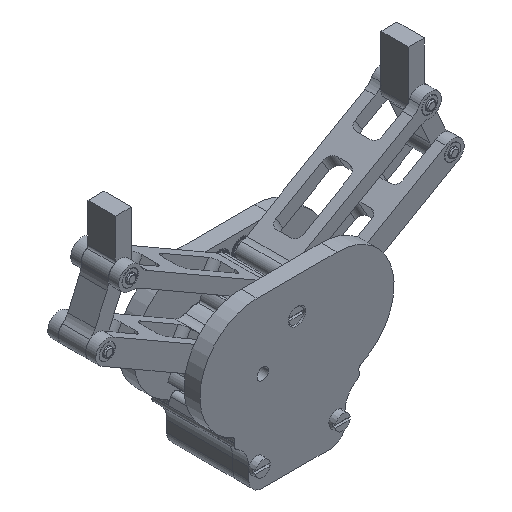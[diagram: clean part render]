
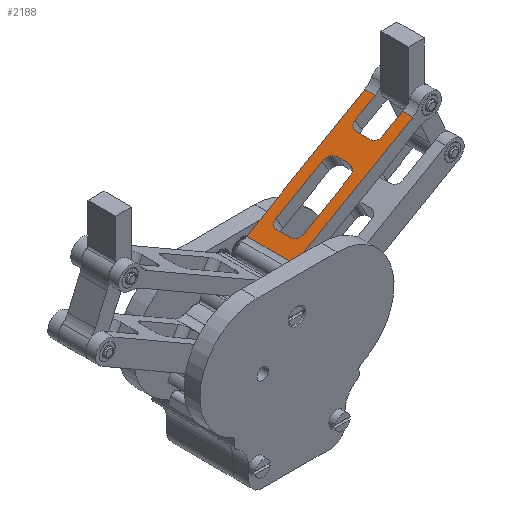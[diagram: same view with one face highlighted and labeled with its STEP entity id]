
A CAD part, isometric view. The second image highlights one B-rep face of the part: STEP entity #2188.
In plain terms, the highlighted face is planar.
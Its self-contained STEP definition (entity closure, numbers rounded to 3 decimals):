
#1920=CARTESIAN_POINT('Vertex',(-3.,21.,3.354)) ;
#1923=CARTESIAN_POINT('Line Origine',(-3.,21.,33.213)) ;
#1927=CARTESIAN_POINT('Vertex',(-3.,21.,63.072)) ;
#2036=CARTESIAN_POINT('Vertex',(-3.,0.,3.354)) ;
#2039=CARTESIAN_POINT('Line Origine',(-3.,10.5,3.354)) ;
#2051=CARTESIAN_POINT('Axis2P3D Location',(-3.,0.,63.072)) ;
#2056=CARTESIAN_POINT('Line Origine',(-3.,4.5,58.036)) ;
#2060=CARTESIAN_POINT('Vertex',(-3.,4.5,63.072)) ;
#2062=CARTESIAN_POINT('Vertex',(-3.,4.5,53.)) ;
#2065=CARTESIAN_POINT('Axis2P3D Location',(-3.,7.5,53.)) ;
#2069=CARTESIAN_POINT('Vertex',(-3.,7.5,50.)) ;
#2072=CARTESIAN_POINT('Line Origine',(-3.,10.5,50.)) ;
#2076=CARTESIAN_POINT('Vertex',(-3.,13.5,50.)) ;
#2079=CARTESIAN_POINT('Axis2P3D Location',(-3.,13.5,53.)) ;
#2083=CARTESIAN_POINT('Vertex',(-3.,16.5,53.)) ;
#2086=CARTESIAN_POINT('Line Origine',(-3.,16.5,58.036)) ;
#2090=CARTESIAN_POINT('Vertex',(-3.,16.5,63.072)) ;
#2093=CARTESIAN_POINT('Line Origine',(-3.,18.75,63.072)) ;
#2098=CARTESIAN_POINT('Line Origine',(-3.,0.,33.213)) ;
#2102=CARTESIAN_POINT('Vertex',(-3.,0.,63.072)) ;
#2105=CARTESIAN_POINT('Line Origine',(-3.,2.25,63.072)) ;
#2122=CARTESIAN_POINT('Line Origine',(-3.,16.5,24.651)) ;
#2126=CARTESIAN_POINT('Vertex',(-3.,16.5,36.301)) ;
#2128=CARTESIAN_POINT('Vertex',(-3.,16.5,13.)) ;
#2131=CARTESIAN_POINT('Axis2P3D Location',(-3.,12.801,36.301)) ;
#2135=CARTESIAN_POINT('Vertex',(-3.,12.801,40.)) ;
#2138=CARTESIAN_POINT('Line Origine',(-3.,10.478,40.)) ;
#2142=CARTESIAN_POINT('Vertex',(-3.,8.155,40.)) ;
#2145=CARTESIAN_POINT('Axis2P3D Location',(-3.,8.155,36.345)) ;
#2149=CARTESIAN_POINT('Vertex',(-3.,4.5,36.345)) ;
#2152=CARTESIAN_POINT('Line Origine',(-3.,4.5,24.673)) ;
#2156=CARTESIAN_POINT('Vertex',(-3.,4.5,13.)) ;
#2159=CARTESIAN_POINT('Axis2P3D Location',(-3.,7.5,13.)) ;
#2163=CARTESIAN_POINT('Vertex',(-3.,7.5,10.)) ;
#2166=CARTESIAN_POINT('Line Origine',(-3.,10.5,10.)) ;
#2170=CARTESIAN_POINT('Vertex',(-3.,13.5,10.)) ;
#2173=CARTESIAN_POINT('Axis2P3D Location',(-3.,13.5,13.)) ;
#1924=DIRECTION('Vector Direction',(0.,0.,-1.)) ;
#2040=DIRECTION('Vector Direction',(0.,1.,0.)) ;
#2052=DIRECTION('Axis2P3D Direction',(1.,-0.,0.)) ;
#2053=DIRECTION('Axis2P3D XDirection',(0.,0.,-1.)) ;
#2057=DIRECTION('Vector Direction',(0.,0.,-1.)) ;
#2066=DIRECTION('Axis2P3D Direction',(1.,-0.,0.)) ;
#2073=DIRECTION('Vector Direction',(0.,-1.,0.)) ;
#2080=DIRECTION('Axis2P3D Direction',(1.,-0.,0.)) ;
#2087=DIRECTION('Vector Direction',(0.,0.,-1.)) ;
#2094=DIRECTION('Vector Direction',(0.,1.,0.)) ;
#2099=DIRECTION('Vector Direction',(0.,0.,-1.)) ;
#2106=DIRECTION('Vector Direction',(0.,1.,0.)) ;
#2123=DIRECTION('Vector Direction',(0.,0.,-1.)) ;
#2132=DIRECTION('Axis2P3D Direction',(1.,-0.,0.)) ;
#2139=DIRECTION('Vector Direction',(0.,1.,0.)) ;
#2146=DIRECTION('Axis2P3D Direction',(1.,-0.,0.)) ;
#2153=DIRECTION('Vector Direction',(0.,0.,1.)) ;
#2160=DIRECTION('Axis2P3D Direction',(1.,-0.,0.)) ;
#2167=DIRECTION('Vector Direction',(0.,-1.,0.)) ;
#2174=DIRECTION('Axis2P3D Direction',(1.,-0.,0.)) ;
#2054=AXIS2_PLACEMENT_3D('Plane Axis2P3D',#2051,#2052,#2053) ;
#2067=AXIS2_PLACEMENT_3D('Circle Axis2P3D',#2065,#2066,$) ;
#2081=AXIS2_PLACEMENT_3D('Circle Axis2P3D',#2079,#2080,$) ;
#2133=AXIS2_PLACEMENT_3D('Circle Axis2P3D',#2131,#2132,$) ;
#2147=AXIS2_PLACEMENT_3D('Circle Axis2P3D',#2145,#2146,$) ;
#2161=AXIS2_PLACEMENT_3D('Circle Axis2P3D',#2159,#2160,$) ;
#2175=AXIS2_PLACEMENT_3D('Circle Axis2P3D',#2173,#2174,$) ;
#2111=ORIENTED_EDGE('',*,*,#2064,.T.) ;
#2112=ORIENTED_EDGE('',*,*,#2071,.T.) ;
#2113=ORIENTED_EDGE('',*,*,#2078,.F.) ;
#2114=ORIENTED_EDGE('',*,*,#2085,.T.) ;
#2115=ORIENTED_EDGE('',*,*,#2092,.F.) ;
#2116=ORIENTED_EDGE('',*,*,#2097,.T.) ;
#2117=ORIENTED_EDGE('',*,*,#1929,.F.) ;
#2118=ORIENTED_EDGE('',*,*,#2043,.F.) ;
#2119=ORIENTED_EDGE('',*,*,#2104,.T.) ;
#2120=ORIENTED_EDGE('',*,*,#2109,.T.) ;
#2179=ORIENTED_EDGE('',*,*,#2130,.F.) ;
#2180=ORIENTED_EDGE('',*,*,#2137,.T.) ;
#2181=ORIENTED_EDGE('',*,*,#2144,.F.) ;
#2182=ORIENTED_EDGE('',*,*,#2151,.T.) ;
#2183=ORIENTED_EDGE('',*,*,#2158,.F.) ;
#2184=ORIENTED_EDGE('',*,*,#2165,.T.) ;
#2185=ORIENTED_EDGE('',*,*,#2172,.F.) ;
#2186=ORIENTED_EDGE('',*,*,#2177,.T.) ;
#2187=FACE_BOUND('',#2178,.T.) ;
#1925=VECTOR('Line Direction',#1924,1.) ;
#2041=VECTOR('Line Direction',#2040,1.) ;
#2058=VECTOR('Line Direction',#2057,1.) ;
#2074=VECTOR('Line Direction',#2073,1.) ;
#2088=VECTOR('Line Direction',#2087,1.) ;
#2095=VECTOR('Line Direction',#2094,1.) ;
#2100=VECTOR('Line Direction',#2099,1.) ;
#2107=VECTOR('Line Direction',#2106,1.) ;
#2124=VECTOR('Line Direction',#2123,1.) ;
#2140=VECTOR('Line Direction',#2139,1.) ;
#2154=VECTOR('Line Direction',#2153,1.) ;
#2168=VECTOR('Line Direction',#2167,1.) ;
#2188=ADVANCED_FACE('PartBody',(#2121,#2187),#2055,.F.) ;
#2068=CIRCLE('generated circle',#2067,3.) ;
#2082=CIRCLE('generated circle',#2081,3.) ;
#2134=CIRCLE('generated circle',#2133,3.699) ;
#2148=CIRCLE('generated circle',#2147,3.655) ;
#2162=CIRCLE('generated circle',#2161,3.) ;
#2176=CIRCLE('generated circle',#2175,3.) ;
#1929=EDGE_CURVE('',#1921,#1928,#1926,.F.) ;
#2043=EDGE_CURVE('',#2037,#1921,#2042,.T.) ;
#2064=EDGE_CURVE('',#2061,#2063,#2059,.T.) ;
#2071=EDGE_CURVE('',#2063,#2070,#2068,.T.) ;
#2078=EDGE_CURVE('',#2077,#2070,#2075,.T.) ;
#2085=EDGE_CURVE('',#2077,#2084,#2082,.T.) ;
#2092=EDGE_CURVE('',#2091,#2084,#2089,.T.) ;
#2097=EDGE_CURVE('',#2091,#1928,#2096,.T.) ;
#2104=EDGE_CURVE('',#2037,#2103,#2101,.F.) ;
#2109=EDGE_CURVE('',#2103,#2061,#2108,.T.) ;
#2130=EDGE_CURVE('',#2127,#2129,#2125,.T.) ;
#2137=EDGE_CURVE('',#2127,#2136,#2134,.T.) ;
#2144=EDGE_CURVE('',#2143,#2136,#2141,.T.) ;
#2151=EDGE_CURVE('',#2143,#2150,#2148,.T.) ;
#2158=EDGE_CURVE('',#2157,#2150,#2155,.T.) ;
#2165=EDGE_CURVE('',#2157,#2164,#2162,.T.) ;
#2172=EDGE_CURVE('',#2171,#2164,#2169,.T.) ;
#2177=EDGE_CURVE('',#2171,#2129,#2176,.T.) ;
#2110=EDGE_LOOP('',(#2111,#2112,#2113,#2114,#2115,#2116,#2117,#2118,#2119,#2120)) ;
#2178=EDGE_LOOP('',(#2179,#2180,#2181,#2182,#2183,#2184,#2185,#2186)) ;
#2121=FACE_OUTER_BOUND('',#2110,.T.) ;
#1926=LINE('Line',#1923,#1925) ;
#2042=LINE('Line',#2039,#2041) ;
#2059=LINE('Line',#2056,#2058) ;
#2075=LINE('Line',#2072,#2074) ;
#2089=LINE('Line',#2086,#2088) ;
#2096=LINE('Line',#2093,#2095) ;
#2101=LINE('Line',#2098,#2100) ;
#2108=LINE('Line',#2105,#2107) ;
#2125=LINE('Line',#2122,#2124) ;
#2141=LINE('Line',#2138,#2140) ;
#2155=LINE('Line',#2152,#2154) ;
#2169=LINE('Line',#2166,#2168) ;
#2055=PLANE('',#2054) ;
#1921=VERTEX_POINT('',#1920) ;
#1928=VERTEX_POINT('',#1927) ;
#2037=VERTEX_POINT('',#2036) ;
#2061=VERTEX_POINT('',#2060) ;
#2063=VERTEX_POINT('',#2062) ;
#2070=VERTEX_POINT('',#2069) ;
#2077=VERTEX_POINT('',#2076) ;
#2084=VERTEX_POINT('',#2083) ;
#2091=VERTEX_POINT('',#2090) ;
#2103=VERTEX_POINT('',#2102) ;
#2127=VERTEX_POINT('',#2126) ;
#2129=VERTEX_POINT('',#2128) ;
#2136=VERTEX_POINT('',#2135) ;
#2143=VERTEX_POINT('',#2142) ;
#2150=VERTEX_POINT('',#2149) ;
#2157=VERTEX_POINT('',#2156) ;
#2164=VERTEX_POINT('',#2163) ;
#2171=VERTEX_POINT('',#2170) ;
